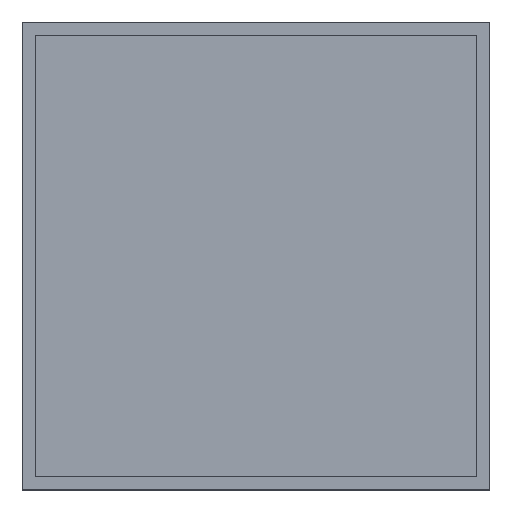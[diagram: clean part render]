
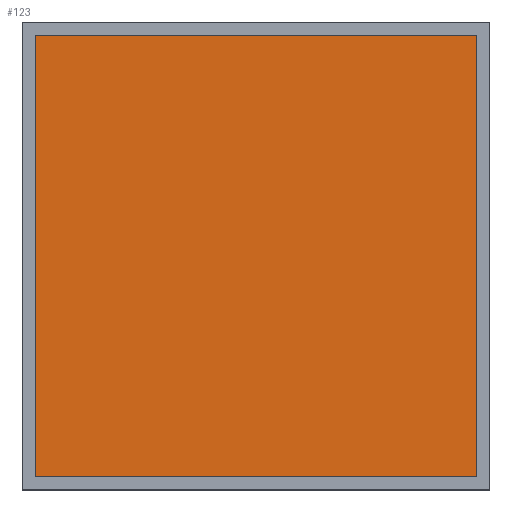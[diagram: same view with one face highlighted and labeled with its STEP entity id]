
A CAD part, top view. The second image highlights one B-rep face of the part: STEP entity #123.
In plain terms, the highlighted planar face has unit normal (0, 0, 1).
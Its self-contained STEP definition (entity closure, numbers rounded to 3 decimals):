
#123=ADVANCED_FACE('',(#204),#160,.F.);
#160=PLANE('',#892);
#204=FACE_OUTER_BOUND('',#258,.T.);
#258=EDGE_LOOP('',(#450,#451,#452,#453));
#450=ORIENTED_EDGE('',*,*,#639,.F.);
#451=ORIENTED_EDGE('',*,*,#642,.F.);
#452=ORIENTED_EDGE('',*,*,#644,.T.);
#453=ORIENTED_EDGE('',*,*,#645,.T.);
#538=VERTEX_POINT('',#1500);
#539=VERTEX_POINT('',#1502);
#540=VERTEX_POINT('',#1506);
#541=VERTEX_POINT('',#1510);
#639=EDGE_CURVE('',#538,#539,#735,.T.);
#642=EDGE_CURVE('',#540,#538,#738,.T.);
#644=EDGE_CURVE('',#540,#541,#740,.T.);
#645=EDGE_CURVE('',#541,#539,#741,.T.);
#735=LINE('',#1501,#843);
#738=LINE('',#1507,#846);
#740=LINE('',#1511,#848);
#741=LINE('',#1513,#849);
#843=VECTOR('',#1043,1.);
#846=VECTOR('',#1048,1.);
#848=VECTOR('',#1052,1.);
#849=VECTOR('',#1055,1.);
#892=AXIS2_PLACEMENT_3D('',#1514,#1056,#1057);
#1043=DIRECTION('',(-1.,0.,0.));
#1048=DIRECTION('',(0.,-1.,0.));
#1052=DIRECTION('',(-1.,0.,0.));
#1055=DIRECTION('',(0.,-1.,0.));
#1056=DIRECTION('',(0.,0.,-1.));
#1057=DIRECTION('',(-1.,0.,0.));
#1500=CARTESIAN_POINT('',(280.4,-280.4,48.325));
#1501=CARTESIAN_POINT('',(-280.4,-280.4,48.325));
#1502=CARTESIAN_POINT('',(-280.4,-280.4,48.325));
#1506=CARTESIAN_POINT('',(280.4,280.4,48.325));
#1507=CARTESIAN_POINT('',(280.4,-280.4,48.325));
#1510=CARTESIAN_POINT('',(-280.4,280.4,48.325));
#1511=CARTESIAN_POINT('',(-280.4,280.4,48.325));
#1513=CARTESIAN_POINT('',(-280.4,-280.4,48.325));
#1514=CARTESIAN_POINT('',(-280.4,-280.4,48.325));
